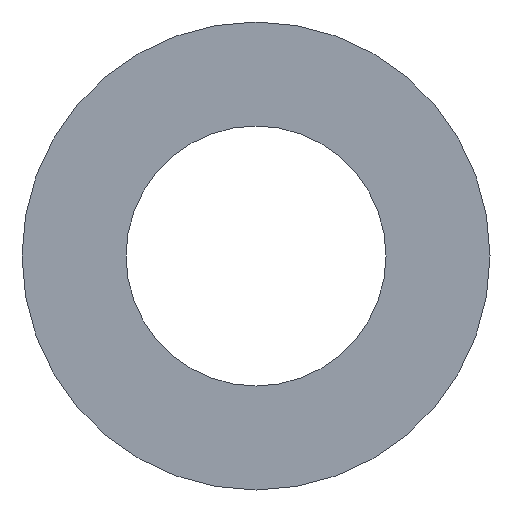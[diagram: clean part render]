
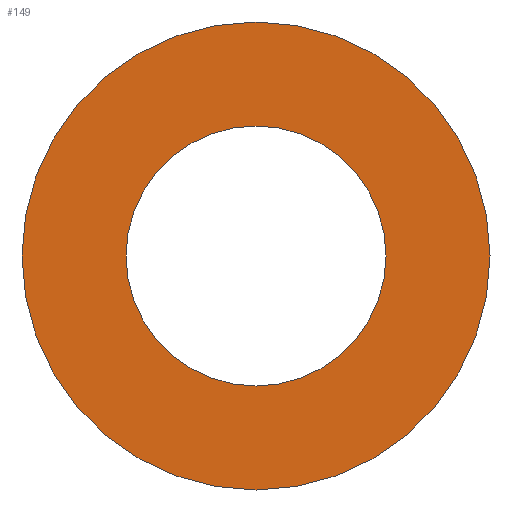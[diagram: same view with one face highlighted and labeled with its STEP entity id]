
A CAD part, front view. The second image highlights one B-rep face of the part: STEP entity #149.
In plain terms, the highlighted planar face has unit normal (0, -1, 0).
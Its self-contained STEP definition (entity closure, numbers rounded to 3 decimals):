
#1 = DIRECTION ( 'NONE',  ( 0., 1., 0. ) ) ;
#2 = CARTESIAN_POINT ( 'NONE',  ( 0., 0., 0. ) ) ;
#3 = DIRECTION ( 'NONE',  ( 0., 0., 1. ) ) ;
#35 = DIRECTION ( 'NONE',  ( 0., 0., 1. ) ) ;
#36 = DIRECTION ( 'NONE',  ( 0., 1., 0. ) ) ;
#37 = CARTESIAN_POINT ( 'NONE',  ( 0., 0., 0. ) ) ;
#38 = AXIS2_PLACEMENT_3D ( 'NONE', #37, #36, #35 ) ;
#39 = CIRCLE ( 'NONE', #38, 2.5 ) ;
#41 = CARTESIAN_POINT ( 'NONE',  ( 0., 0., 2.5 ) ) ;
#47 = ORIENTED_EDGE ( 'NONE', *, *, #89, .F. ) ;
#48 = ORIENTED_EDGE ( 'NONE', *, *, #52, .F. ) ;
#49 = EDGE_LOOP ( 'NONE', ( #50, #151 ) ) ;
#50 = ORIENTED_EDGE ( 'NONE', *, *, #161, .T. ) ;
#52 = EDGE_CURVE ( 'NONE', #88, #90, #147, .T. ) ;
#66 = VERTEX_POINT ( 'NONE', #98 ) ;
#74 = VERTEX_POINT ( 'NONE', #41 ) ;
#76 = EDGE_CURVE ( 'NONE', #66, #74, #39, .T. ) ;
#88 = VERTEX_POINT ( 'NONE', #122 ) ;
#89 = EDGE_CURVE ( 'NONE', #90, #88, #121, .T. ) ;
#90 = VERTEX_POINT ( 'NONE', #116 ) ;
#98 = CARTESIAN_POINT ( 'NONE',  ( 0., 0., -2.5 ) ) ;
#102 = AXIS2_PLACEMENT_3D ( 'NONE', #2, #1, #3 ) ;
#103 = CIRCLE ( 'NONE', #102, 2.5 ) ;
#108 = DIRECTION ( 'NONE',  ( 0., 0., 1. ) ) ;
#109 = DIRECTION ( 'NONE',  ( 0., 1., 0. ) ) ;
#110 = CARTESIAN_POINT ( 'NONE',  ( 2.5, 0., 0. ) ) ;
#112 = AXIS2_PLACEMENT_3D ( 'NONE', #110, #109, #108 ) ;
#113 = PLANE ( 'NONE',  #112 ) ;
#114 = FACE_BOUND ( 'NONE', #49, .T. ) ;
#115 = FACE_OUTER_BOUND ( 'NONE', #150, .T. ) ;
#116 = CARTESIAN_POINT ( 'NONE',  ( 0., 0., 4.5 ) ) ;
#117 = DIRECTION ( 'NONE',  ( 0., 0., 1. ) ) ;
#118 = DIRECTION ( 'NONE',  ( 0., 1., 0. ) ) ;
#119 = CARTESIAN_POINT ( 'NONE',  ( 0., 0., 0. ) ) ;
#120 = AXIS2_PLACEMENT_3D ( 'NONE', #119, #118, #117 ) ;
#121 = CIRCLE ( 'NONE', #120, 4.5 ) ;
#122 = CARTESIAN_POINT ( 'NONE',  ( 0., 0., -4.5 ) ) ;
#143 = DIRECTION ( 'NONE',  ( 0., 0., 1. ) ) ;
#144 = DIRECTION ( 'NONE',  ( 0., 1., 0. ) ) ;
#145 = CARTESIAN_POINT ( 'NONE',  ( 0., 0., 0. ) ) ;
#146 = AXIS2_PLACEMENT_3D ( 'NONE', #145, #144, #143 ) ;
#147 = CIRCLE ( 'NONE', #146, 4.5 ) ;
#149 = ADVANCED_FACE ( 'NONE', ( #115, #114 ), #113, .F. ) ;
#150 = EDGE_LOOP ( 'NONE', ( #47, #48 ) ) ;
#151 = ORIENTED_EDGE ( 'NONE', *, *, #76, .T. ) ;
#161 = EDGE_CURVE ( 'NONE', #74, #66, #103, .T. ) ;
